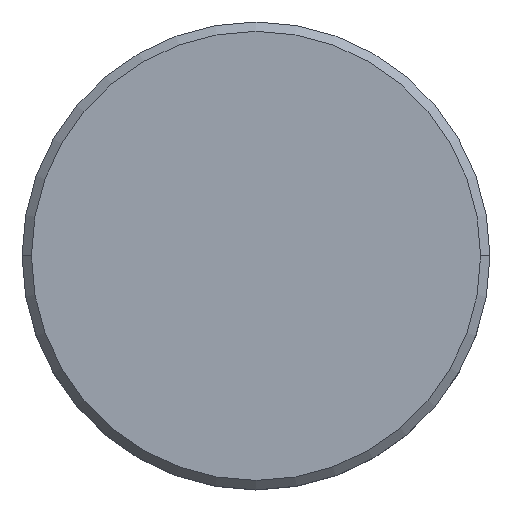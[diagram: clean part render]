
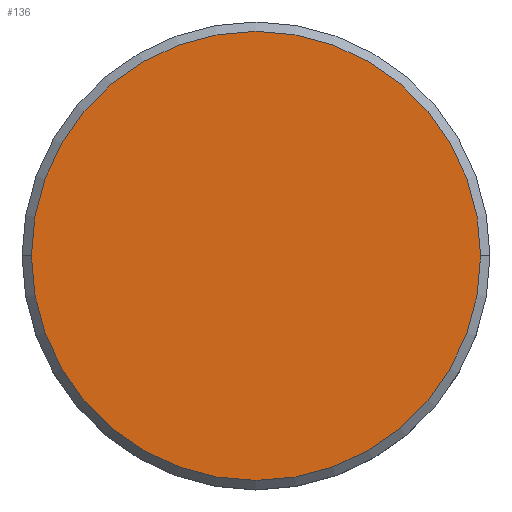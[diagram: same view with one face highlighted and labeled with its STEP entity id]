
A CAD part, top view. The second image highlights one B-rep face of the part: STEP entity #136.
In plain terms, the highlighted planar face has unit normal (0, 0, 1).
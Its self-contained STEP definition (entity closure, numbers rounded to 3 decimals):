
#54 = CARTESIAN_POINT ( 'NONE',  ( 0., 0., 0. ) ) ;
#124 = AXIS2_PLACEMENT_3D ( 'NONE', #996, #526, #989 ) ;
#136 = ADVANCED_FACE ( 'NONE', ( #767 ), #1135, .T. ) ;
#228 = EDGE_LOOP ( 'NONE', ( #873, #947 ) ) ;
#254 = AXIS2_PLACEMENT_3D ( 'NONE', #54, #678, #292 ) ;
#292 = DIRECTION ( 'NONE',  ( 1., 0., 0. ) ) ;
#339 = CARTESIAN_POINT ( 'NONE',  ( 0., 0., 0. ) ) ;
#385 = EDGE_CURVE ( 'NONE', #406, #1112, #780, .T. ) ;
#406 = VERTEX_POINT ( 'NONE', #452 ) ;
#410 = EDGE_CURVE ( 'NONE', #1112, #406, #1049, .T. ) ;
#452 = CARTESIAN_POINT ( 'NONE',  ( 12., 0., 0. ) ) ;
#526 = DIRECTION ( 'NONE',  ( 0., 0., 1. ) ) ;
#536 = DIRECTION ( 'NONE',  ( 1., 0., 0. ) ) ;
#603 = AXIS2_PLACEMENT_3D ( 'NONE', #339, #899, #536 ) ;
#678 = DIRECTION ( 'NONE',  ( 0., 0., 1. ) ) ;
#767 = FACE_OUTER_BOUND ( 'NONE', #228, .T. ) ;
#780 = CIRCLE ( 'NONE', #124, 12. ) ;
#873 = ORIENTED_EDGE ( 'NONE', *, *, #410, .T. ) ;
#899 = DIRECTION ( 'NONE',  ( 0., 0., 1. ) ) ;
#947 = ORIENTED_EDGE ( 'NONE', *, *, #385, .T. ) ;
#989 = DIRECTION ( 'NONE',  ( 1., 0., 0. ) ) ;
#996 = CARTESIAN_POINT ( 'NONE',  ( 0., 0., 0. ) ) ;
#1008 = CARTESIAN_POINT ( 'NONE',  ( -12., 0., 0. ) ) ;
#1049 = CIRCLE ( 'NONE', #603, 12. ) ;
#1112 = VERTEX_POINT ( 'NONE', #1008 ) ;
#1135 = PLANE ( 'NONE',  #254 ) ;
